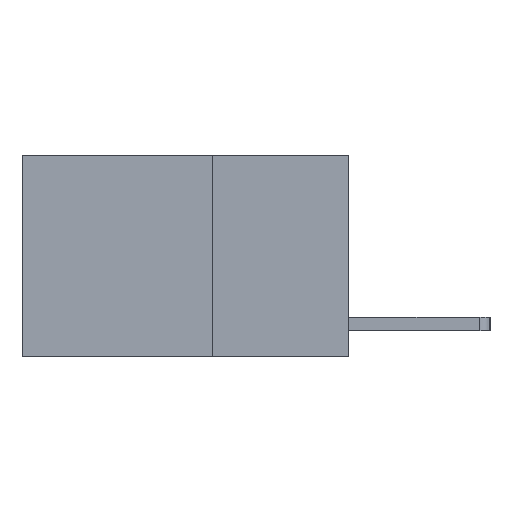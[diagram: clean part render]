
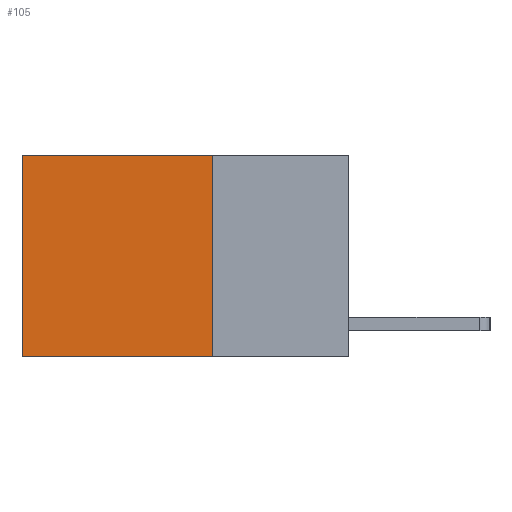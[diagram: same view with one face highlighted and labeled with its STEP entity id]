
A CAD part, left-side view. The second image highlights one B-rep face of the part: STEP entity #105.
In plain terms, the highlighted planar face has unit normal (-1, 0, 0).
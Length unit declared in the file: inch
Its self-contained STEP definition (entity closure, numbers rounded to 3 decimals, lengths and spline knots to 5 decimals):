
#105 = ADVANCED_FACE ( 'NONE', ( #2276 ), #7861, .F. ) ;
#158 = LINE ( 'NONE', #181, #8894 ) ;
#181 = CARTESIAN_POINT ( 'NONE',  ( 0.2625, 0.25, 0. ) ) ;
#265 = CARTESIAN_POINT ( 'NONE',  ( 0.2625, 0.25, -0.37 ) ) ;
#912 = VERTEX_POINT ( 'NONE', #7888 ) ;
#1126 = ORIENTED_EDGE ( 'NONE', *, *, #1167, .F. ) ;
#1167 = EDGE_CURVE ( 'NONE', #3551, #7270, #2923, .T. ) ;
#1543 = DIRECTION ( 'NONE',  ( 0., 0., -1. ) ) ;
#2276 = FACE_OUTER_BOUND ( 'NONE', #4514, .T. ) ;
#2331 = LINE ( 'NONE', #265, #4607 ) ;
#2457 = VECTOR ( 'NONE', #3169, 39.37008 ) ;
#2923 = LINE ( 'NONE', #5905, #9308 ) ;
#3036 = AXIS2_PLACEMENT_3D ( 'NONE', #4533, #3960, #1543 ) ;
#3169 = DIRECTION ( 'NONE',  ( 0., 0., -1. ) ) ;
#3551 = VERTEX_POINT ( 'NONE', #5456 ) ;
#3960 = DIRECTION ( 'NONE',  ( 1., 0., 0. ) ) ;
#4138 = EDGE_CURVE ( 'NONE', #7270, #10364, #2331, .T. ) ;
#4514 = EDGE_LOOP ( 'NONE', ( #8383, #8388, #1126, #10598 ) ) ;
#4530 = DIRECTION ( 'NONE',  ( 0., 1., 0. ) ) ;
#4533 = CARTESIAN_POINT ( 'NONE',  ( 0.2625, 0.25, 0. ) ) ;
#4607 = VECTOR ( 'NONE', #9520, 39.37008 ) ;
#5456 = CARTESIAN_POINT ( 'NONE',  ( 0.2625, 0.25, 0. ) ) ;
#5752 = CARTESIAN_POINT ( 'NONE',  ( 0.2625, 0.6, 0. ) ) ;
#5905 = CARTESIAN_POINT ( 'NONE',  ( 0.2625, 0.25, 0. ) ) ;
#6439 = EDGE_CURVE ( 'NONE', #3551, #912, #158, .T. ) ;
#6691 = LINE ( 'NONE', #5752, #2457 ) ;
#7267 = EDGE_CURVE ( 'NONE', #912, #10364, #6691, .T. ) ;
#7270 = VERTEX_POINT ( 'NONE', #9868 ) ;
#7861 = PLANE ( 'NONE',  #3036 ) ;
#7888 = CARTESIAN_POINT ( 'NONE',  ( 0.2625, 0.6, 0. ) ) ;
#8383 = ORIENTED_EDGE ( 'NONE', *, *, #7267, .T. ) ;
#8388 = ORIENTED_EDGE ( 'NONE', *, *, #4138, .F. ) ;
#8679 = CARTESIAN_POINT ( 'NONE',  ( 0.2625, 0.6, -0.37 ) ) ;
#8894 = VECTOR ( 'NONE', #4530, 39.37008 ) ;
#9308 = VECTOR ( 'NONE', #10014, 39.37008 ) ;
#9520 = DIRECTION ( 'NONE',  ( 0., 1., 0. ) ) ;
#9868 = CARTESIAN_POINT ( 'NONE',  ( 0.2625, 0.25, -0.37 ) ) ;
#10014 = DIRECTION ( 'NONE',  ( 0., 0., -1. ) ) ;
#10364 = VERTEX_POINT ( 'NONE', #8679 ) ;
#10598 = ORIENTED_EDGE ( 'NONE', *, *, #6439, .T. ) ;
